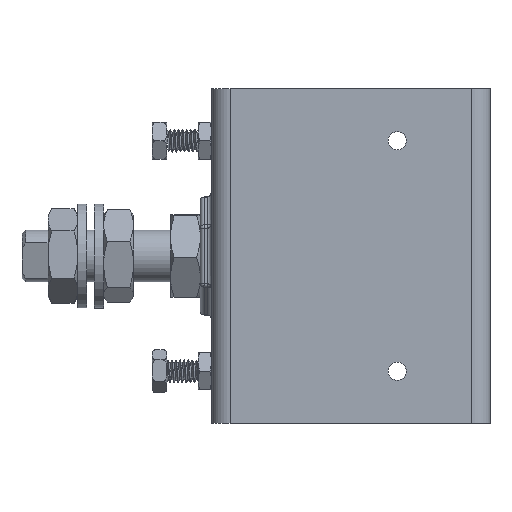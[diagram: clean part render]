
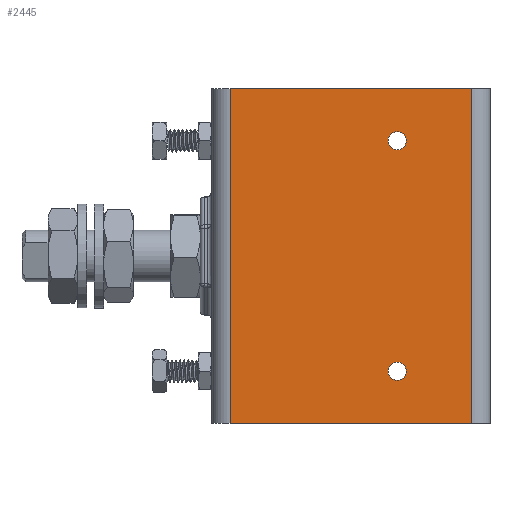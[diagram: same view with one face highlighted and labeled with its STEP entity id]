
A CAD part, left-side view. The second image highlights one B-rep face of the part: STEP entity #2445.
In plain terms, the highlighted planar face has unit normal (-1, 0, 0).
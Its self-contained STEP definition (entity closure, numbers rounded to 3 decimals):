
#144=CARTESIAN_POINT('',(-31.,25.,-28.541));
#145=VERTEX_POINT('',#144);
#146=CARTESIAN_POINT('',(-31.,25.,-31.));
#147=DIRECTION('',(1.0,0.0,0.0));
#148=DIRECTION('',(0.0,0.0,-1.0));
#149=AXIS2_PLACEMENT_3D('',#146,#147,#148);
#150=CIRCLE('',#149,2.459);
#151=EDGE_CURVE('',#145,#145,#150,.T.);
#242=CARTESIAN_POINT('',(-31.,25.,33.459));
#243=VERTEX_POINT('',#242);
#244=CARTESIAN_POINT('',(-31.,25.,31.0));
#245=DIRECTION('',(1.0,0.0,0.0));
#246=DIRECTION('',(0.0,0.0,-1.0));
#247=AXIS2_PLACEMENT_3D('',#244,#245,#246);
#248=CIRCLE('',#247,2.459);
#249=EDGE_CURVE('',#243,#243,#248,.T.);
#407=CARTESIAN_POINT('',(-31.0,5.,-45.0));
#408=VERTEX_POINT('',#407);
#416=CARTESIAN_POINT('',(-31.,70.,-45.0));
#417=VERTEX_POINT('',#416);
#418=CARTESIAN_POINT('',(-31.,70.0,-45.0));
#419=DIRECTION('',(0.0,-1.0,0.0));
#420=VECTOR('',#419,65.);
#421=LINE('',#418,#420);
#422=EDGE_CURVE('',#417,#408,#421,.T.);
#707=CARTESIAN_POINT('',(-31.,70.,45.0));
#708=VERTEX_POINT('',#707);
#716=CARTESIAN_POINT('',(-31.0,5.,45.0));
#717=VERTEX_POINT('',#716);
#718=CARTESIAN_POINT('',(-31.0,5.,45.0));
#719=DIRECTION('',(0.0,1.0,0.0));
#720=VECTOR('',#719,65.);
#721=LINE('',#718,#720);
#722=EDGE_CURVE('',#717,#708,#721,.T.);
#2407=CARTESIAN_POINT('',(-31.0,5.,45.0));
#2408=DIRECTION('',(0.0,0.0,-1.0));
#2409=VECTOR('',#2408,90.0);
#2410=LINE('',#2407,#2409);
#2411=EDGE_CURVE('',#717,#408,#2410,.T.);
#2423=CARTESIAN_POINT('',(-31.0,5.,0.0));
#2424=DIRECTION('',(-1.0,0.0,0.0));
#2425=DIRECTION('',(0.0,0.0,1.0));
#2426=AXIS2_PLACEMENT_3D('',#2423,#2424,#2425);
#2427=PLANE('',#2426);
#2428=ORIENTED_EDGE('',*,*,#722,.T.);
#2429=CARTESIAN_POINT('',(-31.,70.,45.0));
#2430=DIRECTION('',(0.0,0.0,-1.0));
#2431=VECTOR('',#2430,90.0);
#2432=LINE('',#2429,#2431);
#2433=EDGE_CURVE('',#708,#417,#2432,.T.);
#2434=ORIENTED_EDGE('',*,*,#2433,.T.);
#2435=ORIENTED_EDGE('',*,*,#422,.T.);
#2436=ORIENTED_EDGE('',*,*,#2411,.F.);
#2437=EDGE_LOOP('',(#2428,#2434,#2435,#2436));
#2438=FACE_OUTER_BOUND('',#2437,.T.);
#2439=ORIENTED_EDGE('',*,*,#151,.T.);
#2440=EDGE_LOOP('',(#2439));
#2441=FACE_BOUND('',#2440,.T.);
#2442=ORIENTED_EDGE('',*,*,#249,.T.);
#2443=EDGE_LOOP('',(#2442));
#2444=FACE_BOUND('',#2443,.T.);
#2445=ADVANCED_FACE('',(#2438,#2441,#2444),#2427,.T.);
